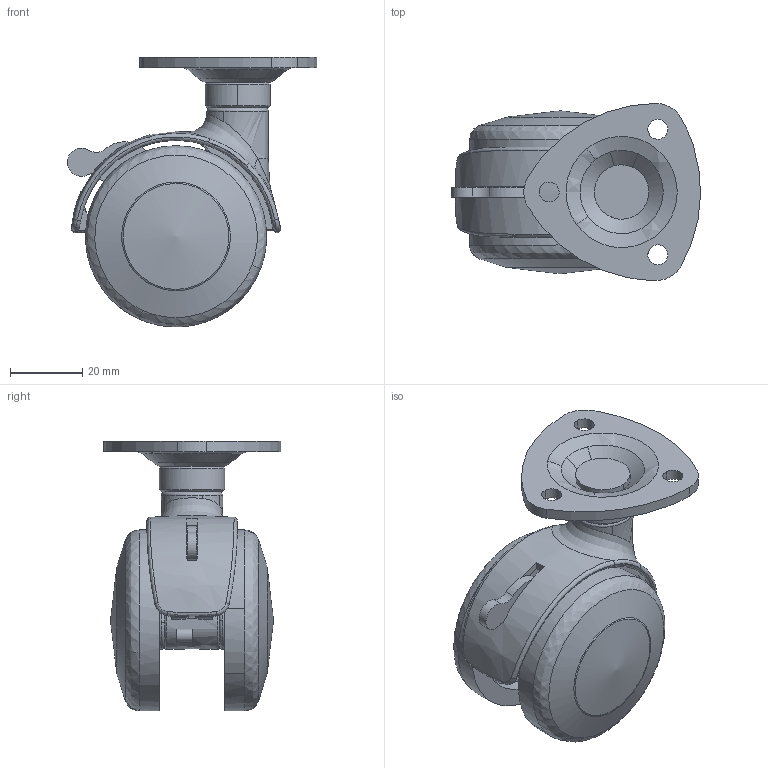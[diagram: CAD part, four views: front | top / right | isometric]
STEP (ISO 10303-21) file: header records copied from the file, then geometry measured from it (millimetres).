
FILE_DESCRIPTION((''),'2;1');
FILE_NAME('','2005-12-16T11:30:04',(''),(''),'','CADfix','');
FILE_SCHEMA(('AUTOMOTIVE_DESIGN'));
Length unit declared in the file: millimetre
Products named in the file (6): wheel; mounting plate; main shaft; lever; body; MY6S_15163_36
Assembly tree (6 placements, depth 2):
  MY6S_15163_36
    wheel  x2
    mounting plate
    main shaft
    lever
    body
Bounding box: 68.81 x 48.91 x 74.5 mm (x, y, z)
Volume: 60484 mm3; surface area: 33080.3 mm2
Topology: 7 solids, 7 shells, 221 faces, 686 edges, 496 vertices
Faces by surface type: bspline 221
Entity records: 12245 total; most frequent: CARTESIAN_POINT 8805, ORIENTED_EDGE 1240, EDGE_CURVE 620, VERTEX_POINT 444, EDGE_LOOP 236, FACE_OUTER_BOUND 202, ADVANCED_FACE 202, QUASI_UNIFORM_CURVE 163
